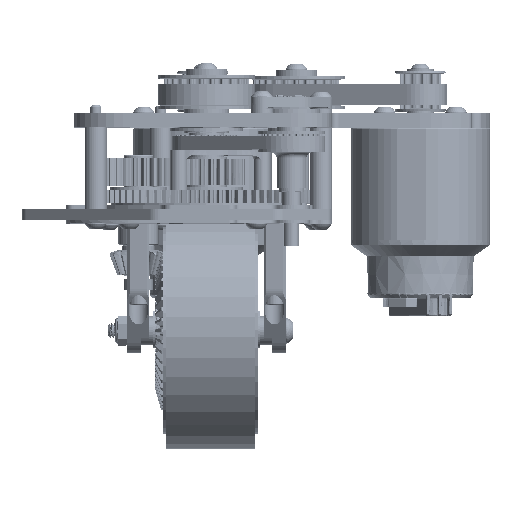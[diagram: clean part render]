
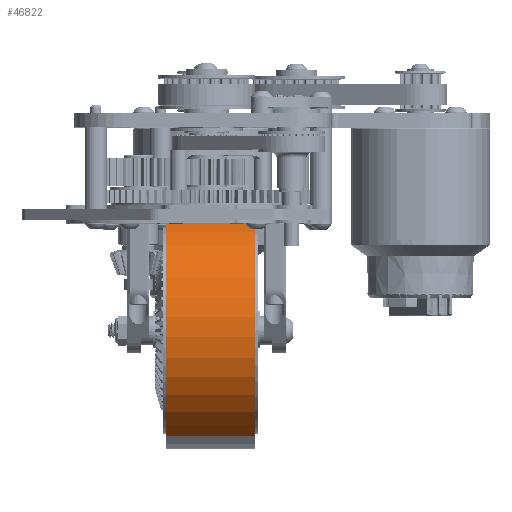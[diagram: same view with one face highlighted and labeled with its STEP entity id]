
A CAD part, top view. The second image highlights one B-rep face of the part: STEP entity #46822.
In plain terms, the highlighted cylindrical face has radius 50.8 mm (diameter 101.6 mm), a partial arc.
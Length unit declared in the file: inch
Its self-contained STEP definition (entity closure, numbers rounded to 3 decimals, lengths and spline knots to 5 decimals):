
#4291 = AXIS2_PLACEMENT_3D ( 'NONE', #26397, #89802, #5685 ) ;
#4523 = VECTOR ( 'NONE', #189883, 39.37008 ) ;
#5685 = DIRECTION ( 'NONE',  ( 0., 0., -1. ) ) ;
#26397 = CARTESIAN_POINT ( 'NONE',  ( -0.75, 0., 0. ) ) ;
#39769 = ORIENTED_EDGE ( 'NONE', *, *, #256739, .T. ) ;
#46425 = CARTESIAN_POINT ( 'NONE',  ( 0.75, 0., -2. ) ) ;
#46822 = ADVANCED_FACE ( 'NONE', ( #117455 ), #220970, .T. ) ;
#52358 = CARTESIAN_POINT ( 'NONE',  ( 0.75, 0., 0. ) ) ;
#60641 = VERTEX_POINT ( 'NONE', #240384 ) ;
#60674 = ORIENTED_EDGE ( 'NONE', *, *, #187828, .F. ) ;
#64443 = VERTEX_POINT ( 'NONE', #191025 ) ;
#66231 = EDGE_LOOP ( 'NONE', ( #145605, #266767, #39769, #60674 ) ) ;
#72858 = AXIS2_PLACEMENT_3D ( 'NONE', #116088, #202925, #265016 ) ;
#89802 = DIRECTION ( 'NONE',  ( 1., 0., 0. ) ) ;
#109770 = LINE ( 'NONE', #214637, #200535 ) ;
#111835 = CARTESIAN_POINT ( 'NONE',  ( 0.75, 0., -2. ) ) ;
#115857 = CIRCLE ( 'NONE', #256858, 2. ) ;
#116088 = CARTESIAN_POINT ( 'NONE',  ( 0.75, 0., 0. ) ) ;
#117455 = FACE_OUTER_BOUND ( 'NONE', #66231, .T. ) ;
#127205 = VERTEX_POINT ( 'NONE', #225033 ) ;
#131800 = DIRECTION ( 'NONE',  ( -1., 0., 0. ) ) ;
#134129 = VERTEX_POINT ( 'NONE', #111835 ) ;
#141430 = EDGE_CURVE ( 'NONE', #134129, #64443, #192605, .T. ) ;
#145605 = ORIENTED_EDGE ( 'NONE', *, *, #164222, .F. ) ;
#157131 = DIRECTION ( 'NONE',  ( 1., 0., 0. ) ) ;
#161185 = DIRECTION ( 'NONE',  ( 0., 0., -1. ) ) ;
#164222 = EDGE_CURVE ( 'NONE', #134129, #127205, #115857, .T. ) ;
#187828 = EDGE_CURVE ( 'NONE', #127205, #60641, #109770, .T. ) ;
#189883 = DIRECTION ( 'NONE',  ( -1., 0., 0. ) ) ;
#191025 = CARTESIAN_POINT ( 'NONE',  ( -0.75, 0., -2. ) ) ;
#192605 = LINE ( 'NONE', #46425, #4523 ) ;
#200535 = VECTOR ( 'NONE', #131800, 39.37008 ) ;
#202925 = DIRECTION ( 'NONE',  ( -1., 0., 0. ) ) ;
#214637 = CARTESIAN_POINT ( 'NONE',  ( 0.75, 0., 2. ) ) ;
#220970 = CYLINDRICAL_SURFACE ( 'NONE', #72858, 2. ) ;
#225033 = CARTESIAN_POINT ( 'NONE',  ( 0.75, 0., 2. ) ) ;
#240384 = CARTESIAN_POINT ( 'NONE',  ( -0.75, 0., 2. ) ) ;
#242088 = CIRCLE ( 'NONE', #4291, 2. ) ;
#256739 = EDGE_CURVE ( 'NONE', #64443, #60641, #242088, .T. ) ;
#256858 = AXIS2_PLACEMENT_3D ( 'NONE', #52358, #157131, #161185 ) ;
#265016 = DIRECTION ( 'NONE',  ( 0., 0., 1. ) ) ;
#266767 = ORIENTED_EDGE ( 'NONE', *, *, #141430, .T. ) ;
